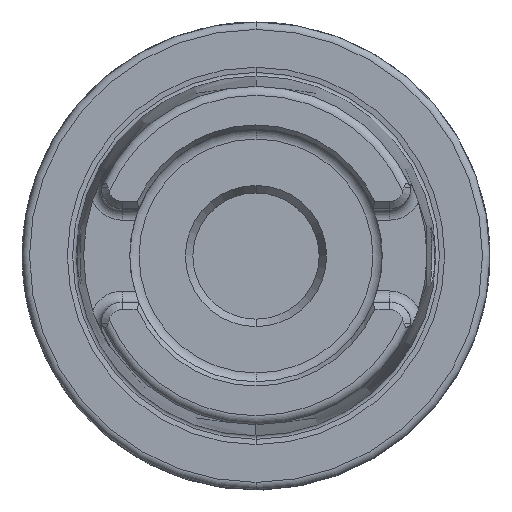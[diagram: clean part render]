
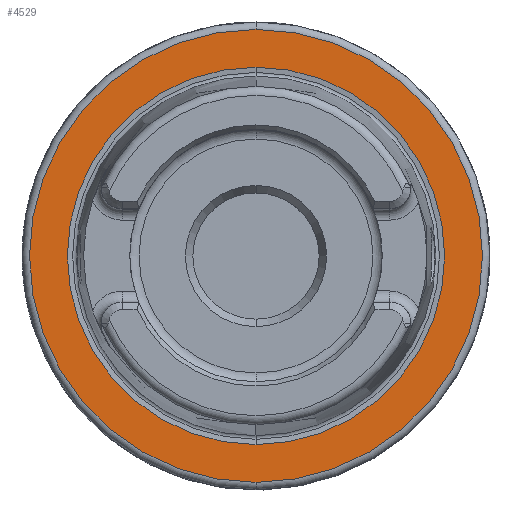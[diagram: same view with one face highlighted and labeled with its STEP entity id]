
A CAD part, top view. The second image highlights one B-rep face of the part: STEP entity #4529.
In plain terms, the highlighted planar face has unit normal (0, 0, 1).
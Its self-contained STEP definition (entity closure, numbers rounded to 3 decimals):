
#1264=CARTESIAN_POINT('',(0,0,26));
#1265=DIRECTION('',(0,0,-1));
#1266=DIRECTION('',(0,1,0));
#1267=AXIS2_PLACEMENT_3D('',#1264,#1265,#1266);
#1277=CARTESIAN_POINT('',(0,0,26));
#1278=DIRECTION('',(0,0,1));
#1279=DIRECTION('',(0,1,0));
#1280=AXIS2_PLACEMENT_3D('',#1277,#1278,#1279);
#1282=CARTESIAN_POINT('',(0,0,26));
#1283=DIRECTION('',(0,0,1));
#1284=DIRECTION('',(0,1,0));
#1285=AXIS2_PLACEMENT_3D('',#1282,#1283,#1284);
#1287=CARTESIAN_POINT('',(0,0,26));
#1288=DIRECTION('',(0,0,1));
#1289=DIRECTION('',(0,-1,0));
#1290=AXIS2_PLACEMENT_3D('',#1287,#1288,#1289);
#2740=CARTESIAN_POINT('',(0,25.409,26));
#2742=VERTEX_POINT('',#2740);
#2776=CARTESIAN_POINT('',(0,-25.409,26));
#2778=VERTEX_POINT('',#2776);
#2842=CARTESIAN_POINT('',(0,30.5,26));
#2843=CARTESIAN_POINT('',(0,-30.5,26));
#2844=VERTEX_POINT('',#2842);
#2845=VERTEX_POINT('',#2843);
#4514=CARTESIAN_POINT('',(0,0,26));
#4515=DIRECTION('',(0,0,-1));
#4516=DIRECTION('',(0,-1,0));
#4517=AXIS2_PLACEMENT_3D('',#4514,#4515,#4516);
#4518=PLANE('',#4517);
#4520=ORIENTED_EDGE('',*,*,#4519,.F.);
#4522=ORIENTED_EDGE('',*,*,#4521,.F.);
#4523=EDGE_LOOP('',(#4520,#4522));
#4524=FACE_OUTER_BOUND('',#4523,.F.);
#4525=ORIENTED_EDGE('',*,*,#4509,.T.);
#4526=ORIENTED_EDGE('',*,*,#4493,.F.);
#4527=EDGE_LOOP('',(#4525,#4526));
#4528=FACE_BOUND('',#4527,.F.);
#4529=ADVANCED_FACE('',(#4524,#4528),#4518,.F.);
#1268=CIRCLE('',#1267,25.409);
#1281=CIRCLE('',#1280,25.409);
#1286=CIRCLE('',#1285,30.5);
#1291=CIRCLE('',#1290,30.5);
#4493=EDGE_CURVE('',#2742,#2778,#1268,.T.);
#4509=EDGE_CURVE('',#2742,#2778,#1281,.T.);
#4519=EDGE_CURVE('',#2844,#2845,#1286,.T.);
#4521=EDGE_CURVE('',#2845,#2844,#1291,.T.);
